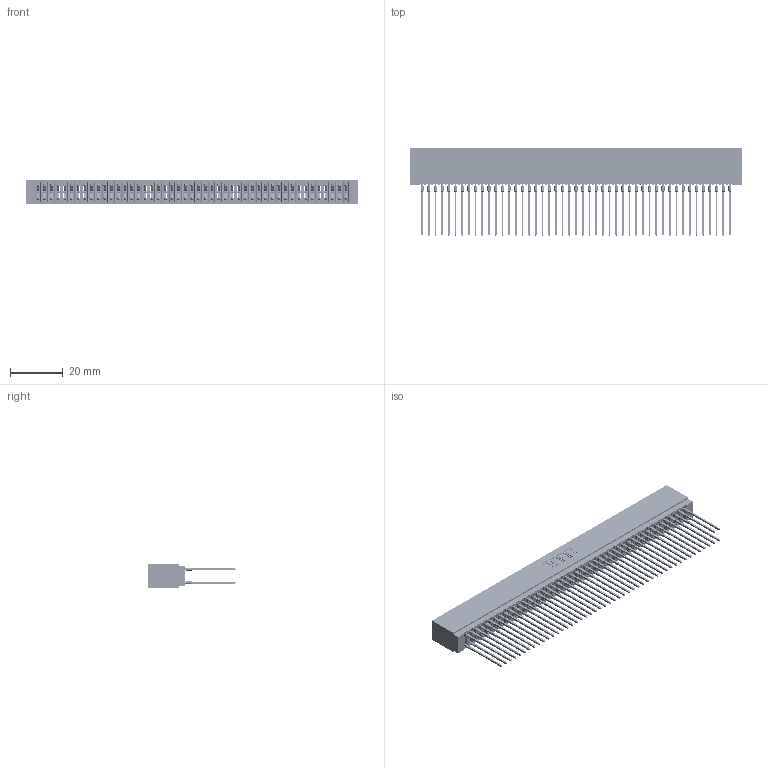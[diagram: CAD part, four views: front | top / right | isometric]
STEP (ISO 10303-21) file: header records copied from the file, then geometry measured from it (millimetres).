
FILE_DESCRIPTION (( 'STEP AP203' ), '1' );
FILE_NAME ('725-094-541-201.STEP', '2026-02-24T19:41:09', ( '' ), ( '' ), 'SwSTEP 2.0', 'SolidWorks 2023', '' );
FILE_SCHEMA (( 'CONFIG_CONTROL_DESIGN' ));
Products named in the file (3): 745-292-001_541; 725 Part_Insulator Option - 01; 725-094-541-201
Assembly tree (95 placements, depth 2):
  725-094-541-201
    725 Part_Insulator Option - 01
    745-292-001_541  x94
Bounding box: 125.98 x 33.03 x 8.89 mm (x, y, z)
Volume: 10426.1 mm3; surface area: 23986.3 mm2
Topology: 95 solids, 95 shells, 8508 faces, 22861 edges, 14362 vertices
Faces by surface type: plane 4379, bspline 1880, cylinder 1685, torus 564
Entity records: 78407 total; most frequent: CARTESIAN_POINT 14099, ORIENTED_EDGE 13544, DIRECTION 11830, EDGE_CURVE 6772, LINE 6308, VECTOR 6308, VERTEX_POINT 4318, AXIS2_PLACEMENT_3D 2761
